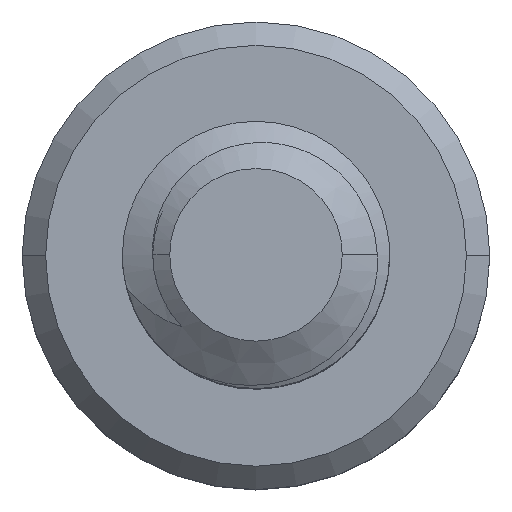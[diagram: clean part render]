
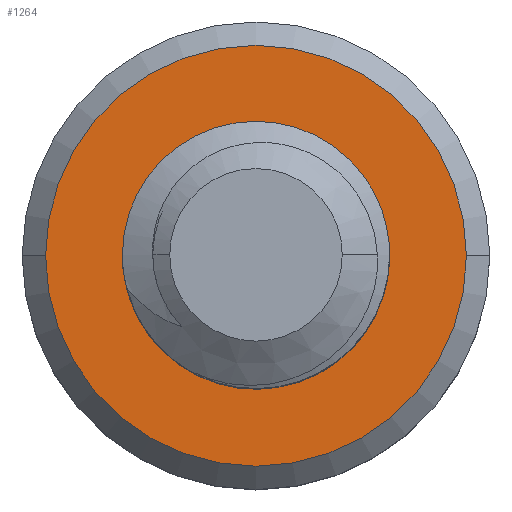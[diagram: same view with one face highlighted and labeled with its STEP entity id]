
A CAD part, top view. The second image highlights one B-rep face of the part: STEP entity #1264.
In plain terms, the highlighted planar face has unit normal (0, 0, 1).
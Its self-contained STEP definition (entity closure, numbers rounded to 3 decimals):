
#20=FACE_BOUND('',#321,.T.);
#23=PLANE('',#1372);
#178=B_SPLINE_CURVE_WITH_KNOTS('',3,(#3063,#3064,#3065,#3066,#3067,#3068,
#3069,#3070,#3071,#3072,#3073,#3074,#3075,#3076,#3077,#3078),
 .UNSPECIFIED.,.F.,.F.,(4,2,2,2,2,2,2,4),(0.,0.001,
0.001,0.002,0.002,0.003,
0.004,0.004),.UNSPECIFIED.);
#180=B_SPLINE_CURVE_WITH_KNOTS('',3,(#3432,#3433,#3434,#3435,#3436,#3437,
#3438,#3439,#3440,#3441,#3442,#3443,#3444,#3445,#3446,#3447,#3448,#3449),
 .UNSPECIFIED.,.F.,.F.,(4,2,2,2,2,2,2,2,4),(0.,0.001,
0.001,0.002,0.002,0.003,
0.003,0.004,0.004),
 .UNSPECIFIED.);
#245=FACE_OUTER_BOUND('',#320,.T.);
#320=EDGE_LOOP('',(#1135,#1136));
#321=EDGE_LOOP('',(#1137,#1138,#1139,#1140));
#469=CIRCLE('',#1296,3.15);
#477=CIRCLE('',#1343,2.);
#479=CIRCLE('',#1357,1.545);
#490=CIRCLE('',#1373,3.15);
#491=VERTEX_POINT('',#1653);
#492=VERTEX_POINT('',#1654);
#597=VERTEX_POINT('',#2493);
#598=VERTEX_POINT('',#2497);
#601=VERTEX_POINT('',#3062);
#602=VERTEX_POINT('',#3428);
#614=EDGE_CURVE('',#491,#492,#469,.T.);
#747=EDGE_CURVE('',#598,#597,#477,.T.);
#772=EDGE_CURVE('',#601,#597,#178,.T.);
#776=EDGE_CURVE('',#598,#602,#180,.T.);
#777=EDGE_CURVE('',#602,#601,#479,.T.);
#788=EDGE_CURVE('',#492,#491,#490,.T.);
#1135=ORIENTED_EDGE('',*,*,#788,.T.);
#1136=ORIENTED_EDGE('',*,*,#614,.T.);
#1137=ORIENTED_EDGE('',*,*,#747,.F.);
#1138=ORIENTED_EDGE('',*,*,#776,.T.);
#1139=ORIENTED_EDGE('',*,*,#777,.T.);
#1140=ORIENTED_EDGE('',*,*,#772,.T.);
#1264=ADVANCED_FACE('',(#245,#20),#23,.F.);
#1296=AXIS2_PLACEMENT_3D('',#1655,#1396,#1397);
#1343=AXIS2_PLACEMENT_3D('',#2503,#1544,#1545);
#1357=AXIS2_PLACEMENT_3D('',#3451,#1572,#1573);
#1372=AXIS2_PLACEMENT_3D('',#3471,#1602,#1603);
#1373=AXIS2_PLACEMENT_3D('',#3472,#1604,#1605);
#1396=DIRECTION('center_axis',(0.,0.,1.));
#1397=DIRECTION('ref_axis',(-1.,0.,0.));
#1544=DIRECTION('center_axis',(0.,0.,1.));
#1545=DIRECTION('ref_axis',(1.,0.,0.));
#1572=DIRECTION('center_axis',(0.,0.,-1.));
#1573=DIRECTION('ref_axis',(1.,0.,0.));
#1602=DIRECTION('center_axis',(0.,0.,-1.));
#1603=DIRECTION('ref_axis',(-1.,0.,0.));
#1604=DIRECTION('center_axis',(0.,0.,1.));
#1605=DIRECTION('ref_axis',(-1.,0.,0.));
#1653=CARTESIAN_POINT('',(3.15,0.,-8.));
#1654=CARTESIAN_POINT('',(-3.15,0.,-8.));
#1655=CARTESIAN_POINT('Origin',(0.,0.,-8.));
#2493=CARTESIAN_POINT('',(1.894,-0.643,-8.));
#2497=CARTESIAN_POINT('',(0.874,-1.799,-8.));
#2503=CARTESIAN_POINT('Origin',(0.,0.,-8.));
#3062=CARTESIAN_POINT('',(-0.675,1.39,-8.));
#3063=CARTESIAN_POINT('Ctrl Pts',(-0.675,1.39,-8.));
#3064=CARTESIAN_POINT('Ctrl Pts',(-0.528,1.487,-8.));
#3065=CARTESIAN_POINT('Ctrl Pts',(-0.368,1.556,-8.));
#3066=CARTESIAN_POINT('Ctrl Pts',(-0.026,1.639,
-8.));
#3067=CARTESIAN_POINT('Ctrl Pts',(0.149,1.65,-8.));
#3068=CARTESIAN_POINT('Ctrl Pts',(0.499,1.622,-8.));
#3069=CARTESIAN_POINT('Ctrl Pts',(0.668,1.582,-8.));
#3070=CARTESIAN_POINT('Ctrl Pts',(0.994,1.449,-8.));
#3071=CARTESIAN_POINT('Ctrl Pts',(1.144,1.36,-8.));
#3072=CARTESIAN_POINT('Ctrl Pts',(1.549,1.027,-8.));
#3073=CARTESIAN_POINT('Ctrl Pts',(1.746,0.722,-8.));
#3074=CARTESIAN_POINT('Ctrl Pts',(1.906,0.225,-8.));
#3075=CARTESIAN_POINT('Ctrl Pts',(1.937,0.051,-8.));
#3076=CARTESIAN_POINT('Ctrl Pts',(1.951,-0.296,-8.));
#3077=CARTESIAN_POINT('Ctrl Pts',(1.934,-0.472,-8.));
#3078=CARTESIAN_POINT('Ctrl Pts',(1.894,-0.643,-8.));
#3428=CARTESIAN_POINT('',(-1.463,0.497,-8.));
#3432=CARTESIAN_POINT('Ctrl Pts',(0.874,-1.799,-8.));
#3433=CARTESIAN_POINT('Ctrl Pts',(0.708,-1.86,-8.));
#3434=CARTESIAN_POINT('Ctrl Pts',(0.538,-1.898,-8.));
#3435=CARTESIAN_POINT('Ctrl Pts',(0.189,-1.929,-8.));
#3436=CARTESIAN_POINT('Ctrl Pts',(0.014,-1.923,
-8.));
#3437=CARTESIAN_POINT('Ctrl Pts',(-0.328,-1.861,
-8.));
#3438=CARTESIAN_POINT('Ctrl Pts',(-0.497,-1.804,
-8.));
#3439=CARTESIAN_POINT('Ctrl Pts',(-0.807,-1.647,
-8.));
#3440=CARTESIAN_POINT('Ctrl Pts',(-0.953,-1.545,
-8.));
#3441=CARTESIAN_POINT('Ctrl Pts',(-1.205,-1.305,-8.));
#3442=CARTESIAN_POINT('Ctrl Pts',(-1.315,-1.166,-8.));
#3443=CARTESIAN_POINT('Ctrl Pts',(-1.488,-0.862,-8.));
#3444=CARTESIAN_POINT('Ctrl Pts',(-1.553,-0.7,
-8.));
#3445=CARTESIAN_POINT('Ctrl Pts',(-1.625,-0.354,-8.));
#3446=CARTESIAN_POINT('Ctrl Pts',(-1.632,-0.181,
-8.));
#3447=CARTESIAN_POINT('Ctrl Pts',(-1.59,0.169,-8.));
#3448=CARTESIAN_POINT('Ctrl Pts',(-1.54,0.338,-8.));
#3449=CARTESIAN_POINT('Ctrl Pts',(-1.463,0.497,-8.));
#3451=CARTESIAN_POINT('Origin',(0.,0.,-8.));
#3471=CARTESIAN_POINT('Origin',(0.,0.,-8.));
#3472=CARTESIAN_POINT('Origin',(0.,0.,-8.));
